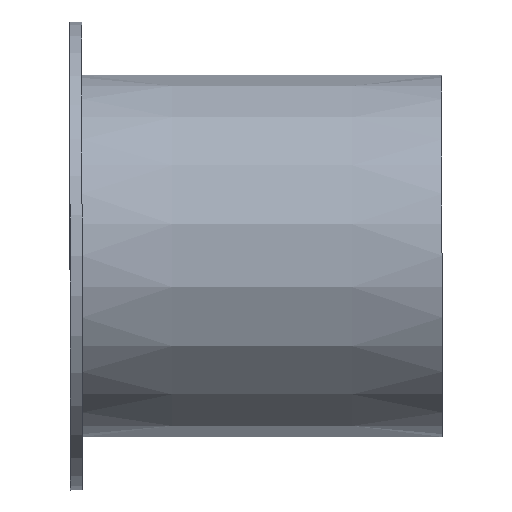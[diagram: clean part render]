
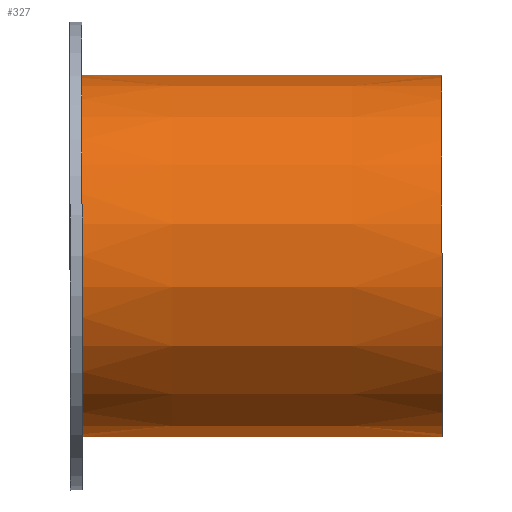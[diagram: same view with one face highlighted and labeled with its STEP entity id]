
A CAD part, top view. The second image highlights one B-rep face of the part: STEP entity #327.
In plain terms, the highlighted conical face has half-angle 0.001 degrees and reference radius 30.15 mm.
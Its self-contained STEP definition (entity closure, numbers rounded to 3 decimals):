
#23 = VECTOR ( 'NONE', #230, 1000. ) ;
#24 = CARTESIAN_POINT ( 'NONE',  ( -46.454, -24.871, 0. ) ) ;
#27 = DIRECTION ( 'NONE',  ( 0., -1., 0. ) ) ;
#33 = CIRCLE ( 'NONE', #202, 30.15 ) ;
#61 = EDGE_CURVE ( 'NONE', #106, #249, #109, .T. ) ;
#87 = AXIS2_PLACEMENT_3D ( 'NONE', #142, #231, #209 ) ;
#88 = CARTESIAN_POINT ( 'NONE',  ( -46.455, 5.279, 0. ) ) ;
#91 = CARTESIAN_POINT ( 'NONE',  ( -106.454, -24.874, 0. ) ) ;
#93 = VERTEX_POINT ( 'NONE', #24 ) ;
#96 = ORIENTED_EDGE ( 'NONE', *, *, #151, .F. ) ;
#106 = VERTEX_POINT ( 'NONE', #235 ) ;
#109 = LINE ( 'NONE', #317, #23 ) ;
#111 = CARTESIAN_POINT ( 'NONE',  ( -106.455, 35.429, 0. ) ) ;
#112 = CONICAL_SURFACE ( 'NONE', #336, 30.15, 0. ) ;
#123 = EDGE_CURVE ( 'NONE', #93, #106, #33, .T. ) ;
#140 = EDGE_CURVE ( 'NONE', #164, #249, #256, .T. ) ;
#142 = CARTESIAN_POINT ( 'NONE',  ( -106.455, 5.278, 0. ) ) ;
#145 = DIRECTION ( 'NONE',  ( -1., 0., 0. ) ) ;
#151 = EDGE_CURVE ( 'NONE', #93, #164, #324, .T. ) ;
#152 = VECTOR ( 'NONE', #328, 1000. ) ;
#158 = ORIENTED_EDGE ( 'NONE', *, *, #61, .T. ) ;
#164 = VERTEX_POINT ( 'NONE', #91 ) ;
#176 = CARTESIAN_POINT ( 'NONE',  ( -46.454, -24.871, 0. ) ) ;
#202 = AXIS2_PLACEMENT_3D ( 'NONE', #355, #207, #27 ) ;
#207 = DIRECTION ( 'NONE',  ( -1., 0., 0. ) ) ;
#209 = DIRECTION ( 'NONE',  ( 0., -1., 0. ) ) ;
#216 = ORIENTED_EDGE ( 'NONE', *, *, #140, .F. ) ;
#230 = DIRECTION ( 'NONE',  ( -1., 0., 0. ) ) ;
#231 = DIRECTION ( 'NONE',  ( -1., 0., 0. ) ) ;
#235 = CARTESIAN_POINT ( 'NONE',  ( -46.455, 35.429, 0. ) ) ;
#249 = VERTEX_POINT ( 'NONE', #111 ) ;
#256 = CIRCLE ( 'NONE', #87, 30.151 ) ;
#259 = FACE_OUTER_BOUND ( 'NONE', #283, .T. ) ;
#260 = ORIENTED_EDGE ( 'NONE', *, *, #123, .T. ) ;
#283 = EDGE_LOOP ( 'NONE', ( #260, #158, #216, #96 ) ) ;
#315 = DIRECTION ( 'NONE',  ( 0., -1., 0. ) ) ;
#317 = CARTESIAN_POINT ( 'NONE',  ( -46.455, 35.429, 0. ) ) ;
#324 = LINE ( 'NONE', #176, #152 ) ;
#327 = ADVANCED_FACE ( 'NONE', ( #259 ), #112, .T. ) ;
#328 = DIRECTION ( 'NONE',  ( -1., 0., 0. ) ) ;
#336 = AXIS2_PLACEMENT_3D ( 'NONE', #88, #145, #315 ) ;
#355 = CARTESIAN_POINT ( 'NONE',  ( -46.455, 5.279, 0. ) ) ;
